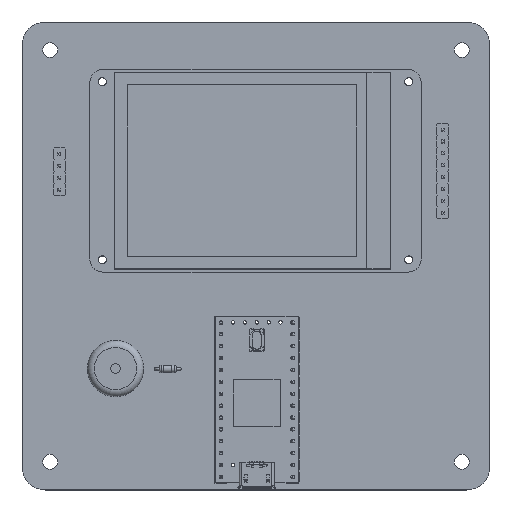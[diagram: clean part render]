
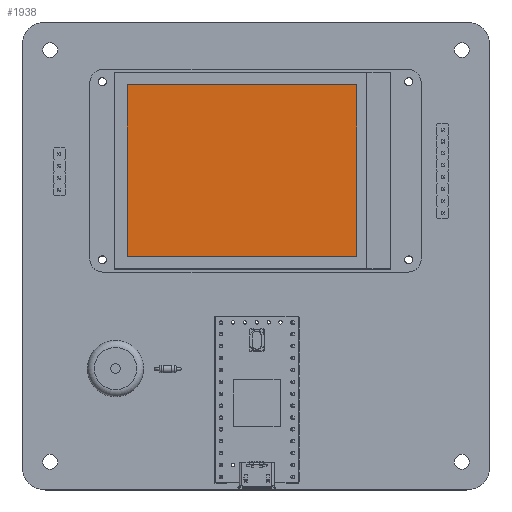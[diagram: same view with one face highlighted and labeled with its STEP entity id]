
A CAD part, top view. The second image highlights one B-rep face of the part: STEP entity #1938.
In plain terms, the highlighted planar face has unit normal (0, 0, 1).
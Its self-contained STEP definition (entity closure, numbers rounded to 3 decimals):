
#1650 = VERTEX_POINT('',#1651);
#1651 = CARTESIAN_POINT('',(-21.6,18.36,3.68));
#1657 = EDGE_CURVE('',#1650,#1658,#1660,.T.);
#1658 = VERTEX_POINT('',#1659);
#1659 = CARTESIAN_POINT('',(-21.6,-18.36,3.68));
#1660 = LINE('',#1661,#1662);
#1661 = CARTESIAN_POINT('',(-21.6,18.36,3.68));
#1662 = VECTOR('',#1663,1.);
#1663 = DIRECTION('',(0.,-1.,0.));
#1920 = EDGE_CURVE('',#1658,#1921,#1923,.T.);
#1921 = VERTEX_POINT('',#1922);
#1922 = CARTESIAN_POINT('',(27.36,-18.36,3.68));
#1923 = LINE('',#1924,#1925);
#1924 = CARTESIAN_POINT('',(-21.6,-18.36,3.68));
#1925 = VECTOR('',#1926,1.);
#1926 = DIRECTION('',(1.,0.,0.));
#1938 = ADVANCED_FACE('',(#1939),#1957,.T.);
#1939 = FACE_BOUND('',#1940,.F.);
#1940 = EDGE_LOOP('',(#1941,#1942,#1943,#1951));
#1941 = ORIENTED_EDGE('',*,*,#1920,.F.);
#1942 = ORIENTED_EDGE('',*,*,#1657,.F.);
#1943 = ORIENTED_EDGE('',*,*,#1944,.F.);
#1944 = EDGE_CURVE('',#1945,#1650,#1947,.T.);
#1945 = VERTEX_POINT('',#1946);
#1946 = CARTESIAN_POINT('',(27.36,18.36,3.68));
#1947 = LINE('',#1948,#1949);
#1948 = CARTESIAN_POINT('',(27.36,18.36,3.68));
#1949 = VECTOR('',#1950,1.);
#1950 = DIRECTION('',(-1.,0.,0.));
#1951 = ORIENTED_EDGE('',*,*,#1952,.F.);
#1952 = EDGE_CURVE('',#1921,#1945,#1953,.T.);
#1953 = LINE('',#1954,#1955);
#1954 = CARTESIAN_POINT('',(27.36,-18.36,3.68));
#1955 = VECTOR('',#1956,1.);
#1956 = DIRECTION('',(0.,1.,0.));
#1957 = PLANE('',#1958);
#1958 = AXIS2_PLACEMENT_3D('',#1959,#1960,#1961);
#1959 = CARTESIAN_POINT('',(0.,0.,3.68));
#1960 = DIRECTION('',(0.,0.,1.));
#1961 = DIRECTION('',(-1.,0.,0.));
